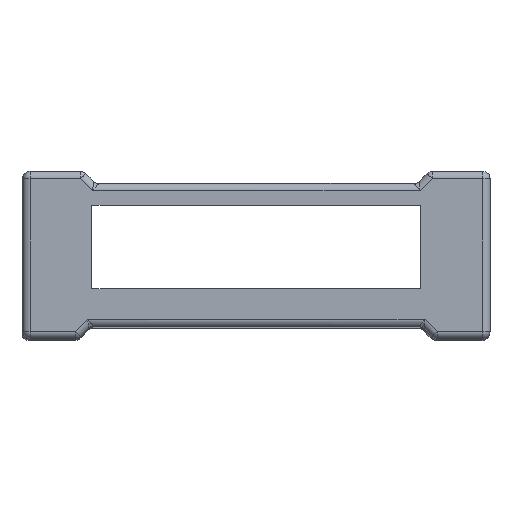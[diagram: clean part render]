
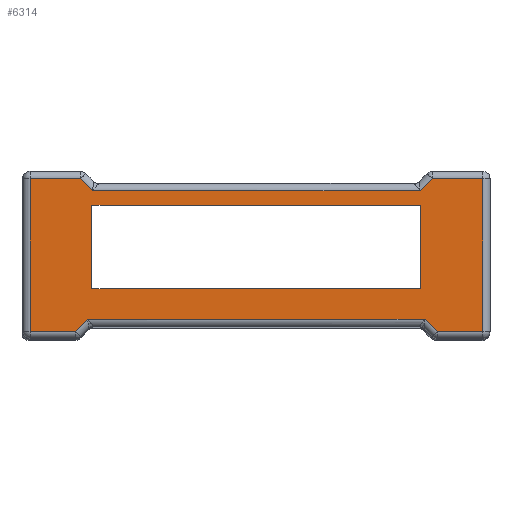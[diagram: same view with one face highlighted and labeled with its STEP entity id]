
A CAD part, top view. The second image highlights one B-rep face of the part: STEP entity #6314.
In plain terms, the highlighted planar face has unit normal (0, 0, 1).
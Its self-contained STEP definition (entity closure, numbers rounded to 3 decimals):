
#215=FACE_BOUND('',#1149,.T.);
#746=FACE_OUTER_BOUND('',#1148,.T.);
#1148=EDGE_LOOP('',(#5668,#5669,#5670,#5671,#5672,#5673,#5674,#5675,#5676,
#5677,#5678,#5679));
#1149=EDGE_LOOP('',(#5680,#5681,#5682,#5683));
#1624=LINE('',#10130,#2313);
#1810=LINE('',#10912,#2499);
#1811=LINE('',#10914,#2500);
#1812=LINE('',#10916,#2501);
#1813=LINE('',#10918,#2502);
#1814=LINE('',#10920,#2503);
#1815=LINE('',#10922,#2504);
#1816=LINE('',#10924,#2505);
#1817=LINE('',#10926,#2506);
#1818=LINE('',#10928,#2507);
#1819=LINE('',#10930,#2508);
#1820=LINE('',#10932,#2509);
#1821=LINE('',#10934,#2510);
#1837=LINE('',#10967,#2526);
#1838=LINE('',#10969,#2527);
#1839=LINE('',#10970,#2528);
#2313=VECTOR('',#7962,10.);
#2499=VECTOR('',#8572,10.);
#2500=VECTOR('',#8575,10.);
#2501=VECTOR('',#8578,10.);
#2502=VECTOR('',#8581,10.);
#2503=VECTOR('',#8584,10.);
#2504=VECTOR('',#8587,10.);
#2505=VECTOR('',#8590,10.);
#2506=VECTOR('',#8593,10.);
#2507=VECTOR('',#8596,10.);
#2508=VECTOR('',#8599,10.);
#2509=VECTOR('',#8602,10.);
#2510=VECTOR('',#8605,10.);
#2526=VECTOR('',#8631,10.);
#2527=VECTOR('',#8634,10.);
#2528=VECTOR('',#8635,10.);
#2898=VERTEX_POINT('',#10124);
#2900=VERTEX_POINT('',#10128);
#2995=VERTEX_POINT('',#10622);
#2996=VERTEX_POINT('',#10628);
#2997=VERTEX_POINT('',#10632);
#2998=VERTEX_POINT('',#10638);
#2999=VERTEX_POINT('',#10663);
#3000=VERTEX_POINT('',#10694);
#3001=VERTEX_POINT('',#10698);
#3002=VERTEX_POINT('',#10704);
#3003=VERTEX_POINT('',#10710);
#3004=VERTEX_POINT('',#10716);
#3005=VERTEX_POINT('',#10741);
#3006=VERTEX_POINT('',#10768);
#3051=VERTEX_POINT('',#10963);
#3052=VERTEX_POINT('',#10965);
#3630=EDGE_CURVE('',#2898,#2900,#1624,.T.);
#3904=EDGE_CURVE('',#3005,#2995,#1810,.T.);
#3905=EDGE_CURVE('',#2995,#2996,#1811,.T.);
#3906=EDGE_CURVE('',#2997,#2996,#1812,.T.);
#3907=EDGE_CURVE('',#2997,#2998,#1813,.T.);
#3908=EDGE_CURVE('',#2998,#2999,#1814,.T.);
#3909=EDGE_CURVE('',#2999,#3000,#1815,.T.);
#3910=EDGE_CURVE('',#3000,#3001,#1816,.T.);
#3911=EDGE_CURVE('',#3001,#3002,#1817,.T.);
#3912=EDGE_CURVE('',#3002,#3003,#1818,.T.);
#3913=EDGE_CURVE('',#3003,#3004,#1819,.T.);
#3914=EDGE_CURVE('',#3004,#3006,#1820,.T.);
#3915=EDGE_CURVE('',#3006,#3005,#1821,.T.);
#3931=EDGE_CURVE('',#3051,#3052,#1837,.T.);
#3932=EDGE_CURVE('',#2900,#3051,#1838,.T.);
#3933=EDGE_CURVE('',#3052,#2898,#1839,.T.);
#5668=ORIENTED_EDGE('',*,*,#3915,.F.);
#5669=ORIENTED_EDGE('',*,*,#3914,.F.);
#5670=ORIENTED_EDGE('',*,*,#3913,.F.);
#5671=ORIENTED_EDGE('',*,*,#3912,.F.);
#5672=ORIENTED_EDGE('',*,*,#3911,.F.);
#5673=ORIENTED_EDGE('',*,*,#3910,.F.);
#5674=ORIENTED_EDGE('',*,*,#3909,.F.);
#5675=ORIENTED_EDGE('',*,*,#3908,.F.);
#5676=ORIENTED_EDGE('',*,*,#3907,.F.);
#5677=ORIENTED_EDGE('',*,*,#3906,.T.);
#5678=ORIENTED_EDGE('',*,*,#3905,.F.);
#5679=ORIENTED_EDGE('',*,*,#3904,.F.);
#5680=ORIENTED_EDGE('',*,*,#3932,.T.);
#5681=ORIENTED_EDGE('',*,*,#3931,.T.);
#5682=ORIENTED_EDGE('',*,*,#3933,.T.);
#5683=ORIENTED_EDGE('',*,*,#3630,.T.);
#5938=PLANE('',#6869);
#6314=ADVANCED_FACE('',(#746,#215),#5938,.T.);
#6869=AXIS2_PLACEMENT_3D('',#10968,#8632,#8633);
#7962=DIRECTION('',(-1.,0.,0.));
#8572=DIRECTION('',(-0.707,-0.707,0.));
#8575=DIRECTION('',(-1.,0.,0.));
#8578=DIRECTION('',(0.,-1.,0.));
#8581=DIRECTION('',(1.,0.,0.));
#8584=DIRECTION('',(0.707,-0.707,0.));
#8587=DIRECTION('',(1.,0.,0.));
#8590=DIRECTION('',(0.707,0.707,0.));
#8593=DIRECTION('',(1.,0.,0.));
#8596=DIRECTION('',(0.,-1.,0.));
#8599=DIRECTION('',(-1.,0.,0.));
#8602=DIRECTION('',(-0.707,0.707,0.));
#8605=DIRECTION('',(-1.,0.,0.));
#8631=DIRECTION('',(1.,0.,0.));
#8632=DIRECTION('center_axis',(0.,0.,
1.));
#8633=DIRECTION('ref_axis',(1.,0.,0.));
#8634=DIRECTION('',(0.,1.,0.));
#8635=DIRECTION('',(0.,-1.,0.));
#10124=CARTESIAN_POINT('',(68.418,375.39,377.291));
#10128=CARTESIAN_POINT('',(-66.982,375.39,377.291));
#10130=CARTESIAN_POINT('',(39.52,375.39,377.291));
#10622=CARTESIAN_POINT('',(-73.725,357.691,377.291));
#10628=CARTESIAN_POINT('',(-92.482,357.691,377.291));
#10632=CARTESIAN_POINT('',(-92.482,420.691,377.291));
#10638=CARTESIAN_POINT('',(-71.725,420.691,377.291));
#10663=CARTESIAN_POINT('',(-66.725,415.691,377.291));
#10694=CARTESIAN_POINT('',(68.16,415.691,377.291));
#10698=CARTESIAN_POINT('',(73.16,420.691,377.291));
#10704=CARTESIAN_POINT('',(93.918,420.691,377.291));
#10710=CARTESIAN_POINT('',(93.918,357.691,377.291));
#10716=CARTESIAN_POINT('',(75.161,357.691,377.291));
#10741=CARTESIAN_POINT('',(-68.725,362.691,377.291));
#10768=CARTESIAN_POINT('',(70.161,362.691,377.291));
#10912=CARTESIAN_POINT('',(-42.316,389.101,377.291));
#10914=CARTESIAN_POINT('',(-35.58,357.691,377.291));
#10916=CARTESIAN_POINT('',(-92.482,356.691,377.291));
#10918=CARTESIAN_POINT('',(-44.38,420.691,377.291));
#10920=CARTESIAN_POINT('',(-48.139,397.105,377.291));
#10922=CARTESIAN_POINT('',(0.3,415.691,377.291));
#10924=CARTESIAN_POINT('',(49.527,397.058,377.291));
#10926=CARTESIAN_POINT('',(45.72,420.691,377.291));
#10928=CARTESIAN_POINT('',(93.918,367.537,377.291));
#10930=CARTESIAN_POINT('',(-35.38,357.691,377.291));
#10932=CARTESIAN_POINT('',(48.104,384.748,377.291));
#10934=CARTESIAN_POINT('',(45.323,362.691,377.291));
#10963=CARTESIAN_POINT('',(-66.982,409.79,377.291));
#10965=CARTESIAN_POINT('',(68.418,409.79,377.291));
#10967=CARTESIAN_POINT('',(-28.18,409.79,377.291));
#10968=CARTESIAN_POINT('Origin',(9.323,393.037,377.291));
#10969=CARTESIAN_POINT('',(-66.982,401.363,377.291));
#10970=CARTESIAN_POINT('',(68.418,384.263,377.291));
